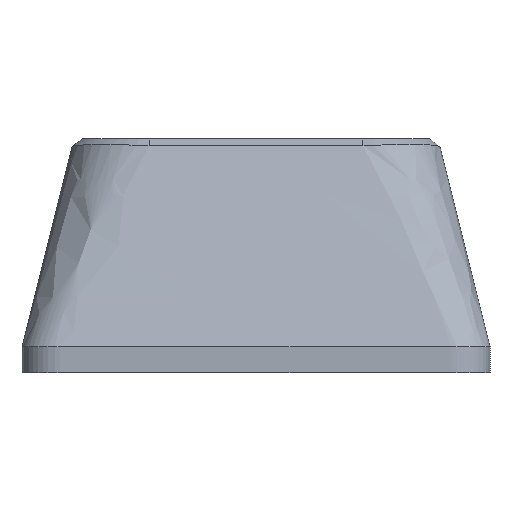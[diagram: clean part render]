
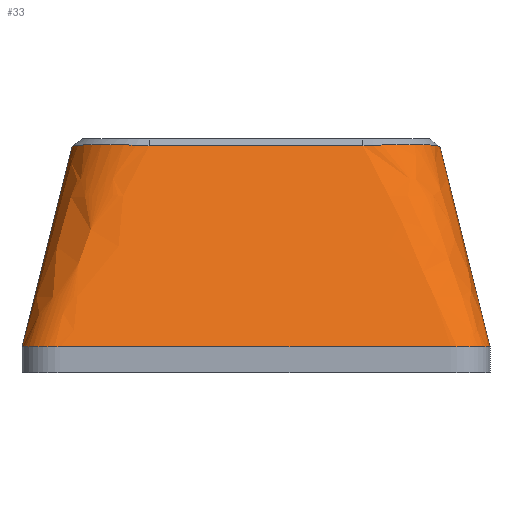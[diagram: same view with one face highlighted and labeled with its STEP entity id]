
A CAD part, front view. The second image highlights one B-rep face of the part: STEP entity #33.
In plain terms, the highlighted free-form (B-spline) face has degree [1, 2] with [2, 9] control points.
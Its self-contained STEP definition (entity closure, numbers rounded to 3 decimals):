
#33=ADVANCED_FACE('',(#121),#1325,.T.);
#121=FACE_OUTER_BOUND('',#209,.T.);
#209=EDGE_LOOP('',(#318,#319,#320,#321,#322,#323,#324));
#318=ORIENTED_EDGE('',*,*,#958,.T.);
#319=ORIENTED_EDGE('',*,*,#768,.T.);
#320=ORIENTED_EDGE('',*,*,#767,.T.);
#321=ORIENTED_EDGE('',*,*,#766,.T.);
#322=ORIENTED_EDGE('',*,*,#765,.T.);
#323=ORIENTED_EDGE('',*,*,#754,.F.);
#324=ORIENTED_EDGE('',*,*,#957,.F.);
#754=EDGE_CURVE('',#1194,#1198,#962,.T.);
#765=EDGE_CURVE('',#1200,#1198,#1014,.T.);
#766=EDGE_CURVE('',#1201,#1200,#1015,.T.);
#767=EDGE_CURVE('',#1202,#1201,#1016,.T.);
#768=EDGE_CURVE('',#1203,#1202,#1017,.T.);
#957=EDGE_CURVE('',#1320,#1194,#993,.T.);
#958=EDGE_CURVE('',#1320,#1203,#994,.T.);
#962=(
BOUNDED_CURVE()
B_SPLINE_CURVE(1,(#2115,#2116),.UNSPECIFIED.,.F.,.F.)
B_SPLINE_CURVE_WITH_KNOTS((2,2),(11.131,19.935),
 .UNSPECIFIED.)
CURVE()
GEOMETRIC_REPRESENTATION_ITEM()
RATIONAL_B_SPLINE_CURVE((1.,1.))
REPRESENTATION_ITEM('')
);
#993=(
BOUNDED_CURVE()
B_SPLINE_CURVE(2,(#2875,#2876,#2877,#2878,#2879,#2880,#2881,#2882,#2883),
 .UNSPECIFIED.,.F.,.F.)
B_SPLINE_CURVE_WITH_KNOTS((3,2,2,2,3),(-36.,-22.303,-18.,-4.303,
0.),.UNSPECIFIED.)
CURVE()
GEOMETRIC_REPRESENTATION_ITEM()
RATIONAL_B_SPLINE_CURVE((1.,1.,1.,0.707,1.,1.,1.,0.707,
1.))
REPRESENTATION_ITEM('')
);
#994=(
BOUNDED_CURVE()
B_SPLINE_CURVE(1,(#2884,#2885),.UNSPECIFIED.,.F.,.F.)
B_SPLINE_CURVE_WITH_KNOTS((2,2),(11.131,19.935),
 .UNSPECIFIED.)
CURVE()
GEOMETRIC_REPRESENTATION_ITEM()
RATIONAL_B_SPLINE_CURVE((1.,1.))
REPRESENTATION_ITEM('')
);
#1014=B_SPLINE_CURVE_WITH_KNOTS('',3,(#2172,#2173,#2174,#2175,#2176),
 .UNSPECIFIED.,.F.,.F.,(4,1,4),(44.896,46.906,48.917),
 .UNSPECIFIED.);
#1015=B_SPLINE_CURVE_WITH_KNOTS('',3,(#2177,#2178,#2179,#2180),
 .UNSPECIFIED.,.F.,.F.,(4,4),(36.669,44.896),
 .UNSPECIFIED.);
#1016=B_SPLINE_CURVE_WITH_KNOTS('',3,(#2181,#2182,#2183,#2184,#2185),
 .UNSPECIFIED.,.F.,.F.,(4,1,4),(32.649,34.66,36.669),
 .UNSPECIFIED.);
#1017=B_SPLINE_CURVE_WITH_KNOTS('',3,(#2186,#2187,#2188,#2189),
 .UNSPECIFIED.,.F.,.F.,(4,4),(24.384,32.649),
 .UNSPECIFIED.);
#1194=VERTEX_POINT('',#1962);
#1198=VERTEX_POINT('',#1966);
#1200=VERTEX_POINT('',#1968);
#1201=VERTEX_POINT('',#1969);
#1202=VERTEX_POINT('',#1970);
#1203=VERTEX_POINT('',#1971);
#1320=VERTEX_POINT('',#2088);
#1325=(
BOUNDED_SURFACE()
B_SPLINE_SURFACE(1,2,((#1840,#1841,#1842,#1843,#1844,#1845,#1846,#1847,
#1848),(#1849,#1850,#1851,#1852,#1853,#1854,#1855,#1856,#1857)),
 .UNSPECIFIED.,.F.,.F.,.F.)
B_SPLINE_SURFACE_WITH_KNOTS((2,2),(3,2,2,2,3),(11.131,20.282),
(-36.,-22.303,-18.,-4.303,0.),.UNSPECIFIED.)
GEOMETRIC_REPRESENTATION_ITEM()
RATIONAL_B_SPLINE_SURFACE(((1.,1.,1.,0.707,1.,1.,1.,0.707,
1.),(1.,1.,1.,0.707,1.,1.,1.,0.707,1.)))
REPRESENTATION_ITEM('')
SURFACE()
);
#1840=CARTESIAN_POINT('',(-53.,7.5,6.));
#1841=CARTESIAN_POINT('',(-53.,0.,6.));
#1842=CARTESIAN_POINT('',(-53.,-7.5,6.));
#1843=CARTESIAN_POINT('',(-53.,-9.,6.));
#1844=CARTESIAN_POINT('',(-54.5,-9.,6.));
#1845=CARTESIAN_POINT('',(-62.,-9.,6.));
#1846=CARTESIAN_POINT('',(-69.5,-9.,6.));
#1847=CARTESIAN_POINT('',(-71.,-9.,6.));
#1848=CARTESIAN_POINT('',(-71.,-7.5,6.));
#1849=CARTESIAN_POINT('',(-55.,5.,14.));
#1850=CARTESIAN_POINT('',(-55.,1.,14.));
#1851=CARTESIAN_POINT('',(-55.,-3.,14.));
#1852=CARTESIAN_POINT('',(-55.,-6.,14.));
#1853=CARTESIAN_POINT('',(-58.,-6.,14.));
#1854=CARTESIAN_POINT('',(-62.,-6.,14.));
#1855=CARTESIAN_POINT('',(-66.,-6.,14.));
#1856=CARTESIAN_POINT('',(-69.,-6.,14.));
#1857=CARTESIAN_POINT('',(-69.,-3.,14.));
#1962=CARTESIAN_POINT('',(-71.,-7.5,6.));
#1966=CARTESIAN_POINT('',(-69.076,-3.17,13.697));
#1968=CARTESIAN_POINT('',(-66.114,-6.097,13.74));
#1969=CARTESIAN_POINT('',(-57.886,-6.097,13.74));
#1970=CARTESIAN_POINT('',(-54.924,-3.17,13.697));
#1971=CARTESIAN_POINT('',(-54.924,5.095,13.697));
#2088=CARTESIAN_POINT('',(-53.,7.5,6.));
#2115=CARTESIAN_POINT('',(-71.,-7.5,6.));
#2116=CARTESIAN_POINT('',(-69.076,-3.17,13.697));
#2172=CARTESIAN_POINT('',(-66.114,-6.097,13.74));
#2173=CARTESIAN_POINT('',(-66.885,-6.084,13.778));
#2174=CARTESIAN_POINT('',(-68.375,-5.437,13.803));
#2175=CARTESIAN_POINT('',(-69.062,-3.951,13.754));
#2176=CARTESIAN_POINT('',(-69.076,-3.17,13.697));
#2177=CARTESIAN_POINT('',(-57.886,-6.097,13.74));
#2178=CARTESIAN_POINT('',(-60.629,-6.097,13.74));
#2179=CARTESIAN_POINT('',(-63.371,-6.097,13.74));
#2180=CARTESIAN_POINT('',(-66.114,-6.097,13.74));
#2181=CARTESIAN_POINT('',(-54.924,-3.17,13.697));
#2182=CARTESIAN_POINT('',(-54.938,-3.951,13.754));
#2183=CARTESIAN_POINT('',(-55.625,-5.437,13.803));
#2184=CARTESIAN_POINT('',(-57.115,-6.084,13.778));
#2185=CARTESIAN_POINT('',(-57.886,-6.097,13.74));
#2186=CARTESIAN_POINT('',(-54.924,5.095,13.697));
#2187=CARTESIAN_POINT('',(-54.924,2.34,13.697));
#2188=CARTESIAN_POINT('',(-54.924,-0.415,13.697));
#2189=CARTESIAN_POINT('',(-54.924,-3.17,13.697));
#2875=CARTESIAN_POINT('',(-53.,7.5,6.));
#2876=CARTESIAN_POINT('',(-53.,0.,6.));
#2877=CARTESIAN_POINT('',(-53.,-7.5,6.));
#2878=CARTESIAN_POINT('',(-53.,-9.,6.));
#2879=CARTESIAN_POINT('',(-54.5,-9.,6.));
#2880=CARTESIAN_POINT('',(-62.,-9.,6.));
#2881=CARTESIAN_POINT('',(-69.5,-9.,6.));
#2882=CARTESIAN_POINT('',(-71.,-9.,6.));
#2883=CARTESIAN_POINT('',(-71.,-7.5,6.));
#2884=CARTESIAN_POINT('',(-53.,7.5,6.));
#2885=CARTESIAN_POINT('',(-54.924,5.095,13.697));
